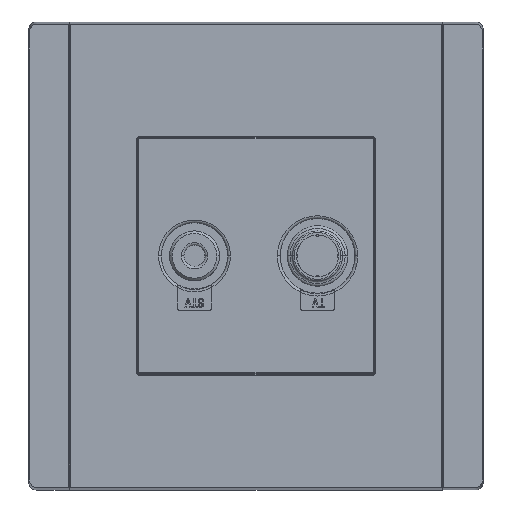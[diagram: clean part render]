
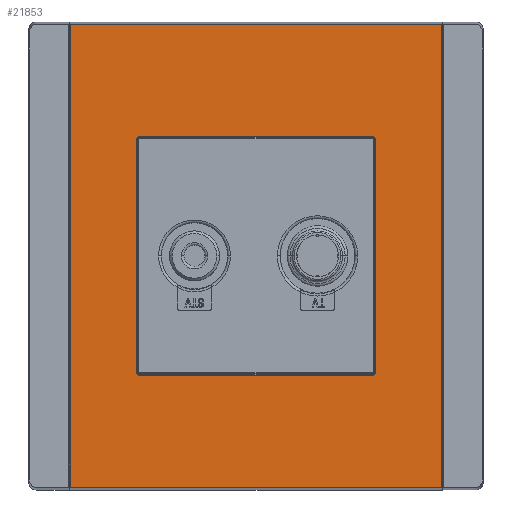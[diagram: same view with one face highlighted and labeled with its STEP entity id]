
A CAD part, top view. The second image highlights one B-rep face of the part: STEP entity #21853.
In plain terms, the highlighted face is planar.
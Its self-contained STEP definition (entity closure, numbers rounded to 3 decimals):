
#724 = EDGE_CURVE ( 'NONE', #19861, #68732, #41163, .T. ) ;
#1103 = CARTESIAN_POINT ( 'NONE',  ( 12.922, 66.471, 3.484 ) ) ;
#4170 = CARTESIAN_POINT ( 'NONE',  ( 58.278, 66.178, 3.468 ) ) ;
#4845 = VERTEX_POINT ( 'NONE', #14322 ) ;
#5907 = VERTEX_POINT ( 'NONE', #19313 ) ;
#6363 = ORIENTED_EDGE ( 'NONE', *, *, #19526, .T. ) ;
#6514 = CARTESIAN_POINT ( 'NONE',  ( 13.422, 21.384, 1.121 ) ) ;
#7139 = ORIENTED_EDGE ( 'NONE', *, *, #27631, .T. ) ;
#7757 = CARTESIAN_POINT ( 'NONE',  ( 57.778, 21.384, 1.121 ) ) ;
#8284 = ORIENTED_EDGE ( 'NONE', *, *, #45014, .F. ) ;
#11729 = FACE_OUTER_BOUND ( 'NONE', #20014, .T. ) ;
#12251 = ORIENTED_EDGE ( 'NONE', *, *, #37530, .T. ) ;
#12387 = CARTESIAN_POINT ( 'NONE',  ( 12.922, 21.883, 1.147 ) ) ;
#12475 = LINE ( 'NONE', #33320, #73422 ) ;
#12521 = FACE_BOUND ( 'NONE', #43297, .T. ) ;
#12709 = CARTESIAN_POINT ( 'NONE',  ( 35.6, 0., 0. ) ) ;
#14322 = CARTESIAN_POINT ( 'NONE',  ( 70.92, 88.062, 4.615 ) ) ;
#15082 = ORIENTED_EDGE ( 'NONE', *, *, #46589, .T. ) ;
#15187 = DIRECTION ( 'NONE',  ( -1., 0., 0. ) ) ;
#16841 = DIRECTION ( 'NONE',  ( 1., 0., 0. ) ) ;
#17105 = DIRECTION ( 'NONE',  ( 0., -0.052, 0.999 ) ) ;
#18866 = CARTESIAN_POINT ( 'NONE',  ( 13.129, 21.384, 1.121 ) ) ;
#19161 = CARTESIAN_POINT ( 'NONE',  ( 70.92, 0., 0. ) ) ;
#19313 = CARTESIAN_POINT ( 'NONE',  ( 13.422, 66.678, 3.494 ) ) ;
#19526 = EDGE_CURVE ( 'NONE', #23037, #5907, #68840, .T. ) ;
#19529 = AXIS2_PLACEMENT_3D ( 'NONE', #37627, #17105, #61972 ) ;
#19861 = VERTEX_POINT ( 'NONE', #67536 ) ;
#19921 = ORIENTED_EDGE ( 'NONE', *, *, #60859, .F. ) ;
#20014 = EDGE_LOOP ( 'NONE', ( #33175, #80514, #55283, #32232 ) ) ;
#20030 = DIRECTION ( 'NONE',  ( 0., -0.999, -0.052 ) ) ;
#20335 = VECTOR ( 'NONE', #20030, 1000. ) ;
#20421 = CARTESIAN_POINT ( 'NONE',  ( 13.422, 66.678, 3.494 ) ) ;
#20809 = DIRECTION ( 'NONE',  ( -1., 0., 0. ) ) ;
#21473 = CARTESIAN_POINT ( 'NONE',  ( 57.778, 66.678, 3.494 ) ) ;
#21629 = LINE ( 'NONE', #40974, #38214 ) ;
#21853 = ADVANCED_FACE ( 'NONE', ( #11729, #12521 ), #75084, .T. ) ;
#23011 = LINE ( 'NONE', #48130, #79551 ) ;
#23037 = VERTEX_POINT ( 'NONE', #25122 ) ;
#24560 = DIRECTION ( 'NONE',  ( 0., 0.999, 0.052 ) ) ;
#25122 = CARTESIAN_POINT ( 'NONE',  ( 12.922, 66.178, 3.468 ) ) ;
#26670 = VECTOR ( 'NONE', #41574, 1000. ) ;
#27631 = EDGE_CURVE ( 'NONE', #79465, #80858, #59457, .T. ) ;
#29239 = CARTESIAN_POINT ( 'NONE',  ( 0.28, 44.031, 2.308 ) ) ;
#30855 = DIRECTION ( 'NONE',  ( 1., 0., 0. ) ) ;
#32232 = ORIENTED_EDGE ( 'NONE', *, *, #49744, .T. ) ;
#32372 = CARTESIAN_POINT ( 'NONE',  ( 13.129, 66.678, 3.494 ) ) ;
#32385 = VERTEX_POINT ( 'NONE', #19161 ) ;
#32582 = ORIENTED_EDGE ( 'NONE', *, *, #41527, .F. ) ;
#32787 = CARTESIAN_POINT ( 'NONE',  ( 12.922, 66.178, 3.468 ) ) ;
#33175 = ORIENTED_EDGE ( 'NONE', *, *, #60237, .T. ) ;
#33320 = CARTESIAN_POINT ( 'NONE',  ( 35.6, 66.678, 3.494 ) ) ;
#34626 = CARTESIAN_POINT ( 'NONE',  ( 58.071, 66.678, 3.494 ) ) ;
#35438 = CARTESIAN_POINT ( 'NONE',  ( 57.778, 21.384, 1.121 ) ) ;
#37530 = EDGE_CURVE ( 'NONE', #58623, #68485, #77923, .T. ) ;
#37627 = CARTESIAN_POINT ( 'NONE',  ( 35.6, 44.031, 2.308 ) ) ;
#38214 = VECTOR ( 'NONE', #46740, 1000. ) ;
#38441 = VERTEX_POINT ( 'NONE', #42022 ) ;
#39027 = CARTESIAN_POINT ( 'NONE',  ( 58.278, 21.883, 1.147 ) ) ;
#39743 = CARTESIAN_POINT ( 'NONE',  ( 12.922, 44.031, 2.308 ) ) ;
#40974 = CARTESIAN_POINT ( 'NONE',  ( 58.278, 44.031, 2.308 ) ) ;
#41163 = LINE ( 'NONE', #29239, #26670 ) ;
#41527 = EDGE_CURVE ( 'NONE', #23037, #80858, #51715, .T. ) ;
#41574 = DIRECTION ( 'NONE',  ( 0., -0.999, -0.052 ) ) ;
#42022 = CARTESIAN_POINT ( 'NONE',  ( 57.778, 66.678, 3.494 ) ) ;
#43138 = CARTESIAN_POINT ( 'NONE',  ( 0.28, 0., 0. ) ) ;
#43297 = EDGE_LOOP ( 'NONE', ( #70850, #15082, #19921, #12251, #8284, #7139, #32582, #6363 ) ) ;
#43964 = CARTESIAN_POINT ( 'NONE',  ( 12.922, 21.883, 1.147 ) ) ;
#45014 = EDGE_CURVE ( 'NONE', #79465, #68485, #23011, .T. ) ;
#46589 = EDGE_CURVE ( 'NONE', #38441, #62633, #50087, .T. ) ;
#46740 = DIRECTION ( 'NONE',  ( 0., 0.999, 0.052 ) ) ;
#48130 = CARTESIAN_POINT ( 'NONE',  ( 35.6, 21.384, 1.121 ) ) ;
#49744 = EDGE_CURVE ( 'NONE', #68732, #32385, #50605, .T. ) ;
#50087 =( BOUNDED_CURVE ( )  B_SPLINE_CURVE ( 3, ( #21473, #34626, #60575, #4170 ),
 .UNSPECIFIED., .F., .F. ) 
 B_SPLINE_CURVE_WITH_KNOTS ( ( 4, 4 ),
 ( 5.498, 7.068 ),
 .UNSPECIFIED. ) 
 CURVE ( )  GEOMETRIC_REPRESENTATION_ITEM ( )  RATIONAL_B_SPLINE_CURVE ( ( 1., 0.805, 0.805, 1. ) ) 
 REPRESENTATION_ITEM ( '' )  );
#50605 = LINE ( 'NONE', #12709, #68120 ) ;
#51715 = LINE ( 'NONE', #39743, #20335 ) ;
#52089 = CARTESIAN_POINT ( 'NONE',  ( 35.6, 88.062, 4.615 ) ) ;
#54948 = VECTOR ( 'NONE', #20809, 1000. ) ;
#55283 = ORIENTED_EDGE ( 'NONE', *, *, #724, .T. ) ;
#55310 = CARTESIAN_POINT ( 'NONE',  ( 58.278, 66.178, 3.468 ) ) ;
#56263 = LINE ( 'NONE', #75159, #61812 ) ;
#56729 = EDGE_CURVE ( 'NONE', #38441, #5907, #12475, .T. ) ;
#58623 = VERTEX_POINT ( 'NONE', #69806 ) ;
#59457 =( BOUNDED_CURVE ( )  B_SPLINE_CURVE ( 3, ( #6514, #18866, #70678, #43964 ),
 .UNSPECIFIED., .F., .F. ) 
 B_SPLINE_CURVE_WITH_KNOTS ( ( 4, 4 ),
 ( 5.498, 7.068 ),
 .UNSPECIFIED. ) 
 CURVE ( )  GEOMETRIC_REPRESENTATION_ITEM ( )  RATIONAL_B_SPLINE_CURVE ( ( 1., 0.805, 0.805, 1. ) ) 
 REPRESENTATION_ITEM ( '' )  );
#60237 = EDGE_CURVE ( 'NONE', #32385, #4845, #56263, .T. ) ;
#60575 = CARTESIAN_POINT ( 'NONE',  ( 58.278, 66.471, 3.484 ) ) ;
#60859 = EDGE_CURVE ( 'NONE', #58623, #62633, #21629, .T. ) ;
#61812 = VECTOR ( 'NONE', #24560, 1000. ) ;
#61972 = DIRECTION ( 'NONE',  ( -1., 0., 0. ) ) ;
#62633 = VERTEX_POINT ( 'NONE', #55310 ) ;
#63460 = CARTESIAN_POINT ( 'NONE',  ( 13.422, 21.384, 1.121 ) ) ;
#64167 = CARTESIAN_POINT ( 'NONE',  ( 58.278, 21.591, 1.132 ) ) ;
#65457 = EDGE_CURVE ( 'NONE', #4845, #19861, #71811, .T. ) ;
#67536 = CARTESIAN_POINT ( 'NONE',  ( 0.28, 88.062, 4.615 ) ) ;
#68120 = VECTOR ( 'NONE', #30855, 1000. ) ;
#68485 = VERTEX_POINT ( 'NONE', #35438 ) ;
#68732 = VERTEX_POINT ( 'NONE', #43138 ) ;
#68840 =( BOUNDED_CURVE ( )  B_SPLINE_CURVE ( 3, ( #32787, #1103, #32372, #20421 ),
 .UNSPECIFIED., .F., .F. ) 
 B_SPLINE_CURVE_WITH_KNOTS ( ( 4, 4 ),
 ( 5.498, 7.068 ),
 .UNSPECIFIED. ) 
 CURVE ( )  GEOMETRIC_REPRESENTATION_ITEM ( )  RATIONAL_B_SPLINE_CURVE ( ( 1., 0.805, 0.805, 1. ) ) 
 REPRESENTATION_ITEM ( '' )  );
#69806 = CARTESIAN_POINT ( 'NONE',  ( 58.278, 21.883, 1.147 ) ) ;
#70678 = CARTESIAN_POINT ( 'NONE',  ( 12.922, 21.591, 1.132 ) ) ;
#70850 = ORIENTED_EDGE ( 'NONE', *, *, #56729, .F. ) ;
#71116 = CARTESIAN_POINT ( 'NONE',  ( 58.071, 21.384, 1.121 ) ) ;
#71811 = LINE ( 'NONE', #52089, #54948 ) ;
#73422 = VECTOR ( 'NONE', #15187, 1000. ) ;
#75084 = PLANE ( 'NONE',  #19529 ) ;
#75159 = CARTESIAN_POINT ( 'NONE',  ( 70.92, 44.031, 2.308 ) ) ;
#77923 =( BOUNDED_CURVE ( )  B_SPLINE_CURVE ( 3, ( #39027, #64167, #71116, #7757 ),
 .UNSPECIFIED., .F., .F. ) 
 B_SPLINE_CURVE_WITH_KNOTS ( ( 4, 4 ),
 ( 5.498, 7.068 ),
 .UNSPECIFIED. ) 
 CURVE ( )  GEOMETRIC_REPRESENTATION_ITEM ( )  RATIONAL_B_SPLINE_CURVE ( ( 1., 0.805, 0.805, 1. ) ) 
 REPRESENTATION_ITEM ( '' )  );
#79465 = VERTEX_POINT ( 'NONE', #63460 ) ;
#79551 = VECTOR ( 'NONE', #16841, 1000. ) ;
#80514 = ORIENTED_EDGE ( 'NONE', *, *, #65457, .T. ) ;
#80858 = VERTEX_POINT ( 'NONE', #12387 ) ;
